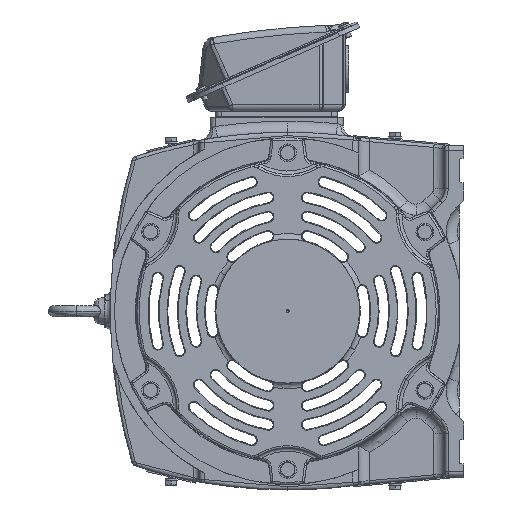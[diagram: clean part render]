
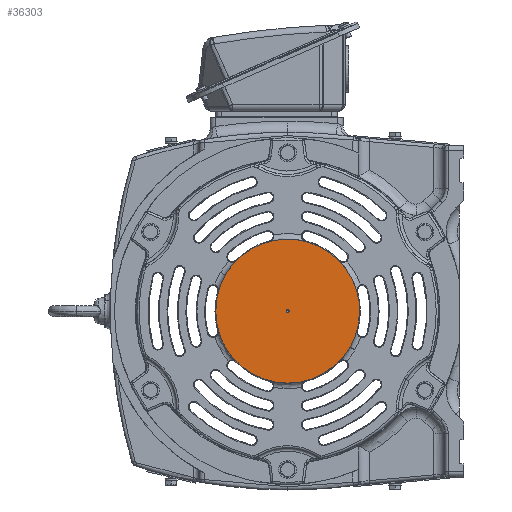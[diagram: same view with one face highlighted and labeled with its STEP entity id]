
A CAD part, left-side view. The second image highlights one B-rep face of the part: STEP entity #36303.
In plain terms, the highlighted planar face has unit normal (-1, 0, 0).
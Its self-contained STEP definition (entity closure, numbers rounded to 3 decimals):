
#35416=CARTESIAN_POINT('Vertex',(-227.,-56.292,-32.5)) ;
#35453=CARTESIAN_POINT('Vertex',(-227.,56.292,32.5)) ;
#35457=CARTESIAN_POINT('Control Point',(-227.,-56.292,-32.5)) ;
#35458=CARTESIAN_POINT('Control Point',(-227.,-61.397,-23.658)) ;
#35459=CARTESIAN_POINT('Control Point',(-227.,-64.766,-13.813)) ;
#35460=CARTESIAN_POINT('Control Point',(-227.,-66.134,-3.42)) ;
#35461=CARTESIAN_POINT('Control Point',(-227.,-64.722,17.342)) ;
#35462=CARTESIAN_POINT('Control Point',(-227.,-55.564,36.029)) ;
#35463=CARTESIAN_POINT('Control Point',(-227.,-49.182,44.345)) ;
#35464=CARTESIAN_POINT('Control Point',(-227.,-33.502,58.028)) ;
#35465=CARTESIAN_POINT('Control Point',(-227.,-13.813,64.766)) ;
#35466=CARTESIAN_POINT('Control Point',(-227.,-3.42,66.134)) ;
#35467=CARTESIAN_POINT('Control Point',(-227.,17.342,64.722)) ;
#35468=CARTESIAN_POINT('Control Point',(-227.,36.029,55.564)) ;
#35469=CARTESIAN_POINT('Control Point',(-227.,44.345,49.182)) ;
#35470=CARTESIAN_POINT('Control Point',(-227.,51.187,41.342)) ;
#35471=CARTESIAN_POINT('Control Point',(-227.,56.292,32.5)) ;
#35803=CARTESIAN_POINT('Axis2P3D Location',(-227.,0.,0.)) ;
#36276=CARTESIAN_POINT('Axis2P3D Location',(-227.,68.,-117.779)) ;
#36285=CARTESIAN_POINT('Axis2P3D Location',(-227.,0.,0.)) ;
#36289=CARTESIAN_POINT('Vertex',(-227.,1.299,0.75)) ;
#36291=CARTESIAN_POINT('Vertex',(-227.,-1.299,-0.75)) ;
#36294=CARTESIAN_POINT('Axis2P3D Location',(-227.,0.,0.)) ;
#35804=DIRECTION('Axis2P3D Direction',(-1.,0.,0.)) ;
#36277=DIRECTION('Axis2P3D Direction',(1.,0.,0.)) ;
#36278=DIRECTION('Axis2P3D XDirection',(0.,-0.866,-0.5)) ;
#36286=DIRECTION('Axis2P3D Direction',(1.,0.,0.)) ;
#36295=DIRECTION('Axis2P3D Direction',(1.,0.,0.)) ;
#35805=AXIS2_PLACEMENT_3D('Circle Axis2P3D',#35803,#35804,$) ;
#36279=AXIS2_PLACEMENT_3D('Plane Axis2P3D',#36276,#36277,#36278) ;
#36287=AXIS2_PLACEMENT_3D('Circle Axis2P3D',#36285,#36286,$) ;
#36296=AXIS2_PLACEMENT_3D('Circle Axis2P3D',#36294,#36295,$) ;
#36282=ORIENTED_EDGE('',*,*,#35807,.T.) ;
#36283=ORIENTED_EDGE('',*,*,#35472,.T.) ;
#36300=ORIENTED_EDGE('',*,*,#36293,.T.) ;
#36301=ORIENTED_EDGE('',*,*,#36298,.T.) ;
#36302=FACE_BOUND('',#36299,.T.) ;
#36303=ADVANCED_FACE('\X2\51434EF6672C9AD4\X0\',(#36284,#36302),#36280,.F.) ;
#35456=B_SPLINE_CURVE_WITH_KNOTS('',5,(#35457,#35458,#35459,#35460,#35461,#35462,#35463,#35464,#35465,#35466,#35467,#35468,#35469,#35470,#35471),.UNSPECIFIED.,.F.,.U.,(6,3,3,3,6),(-102.102,-51.051,0.,51.051,102.102),.UNSPECIFIED.) ;
#35806=CIRCLE('generated circle',#35805,65.) ;
#36288=CIRCLE('generated circle',#36287,1.5) ;
#36297=CIRCLE('generated circle',#36296,1.5) ;
#35472=EDGE_CURVE('',#35417,#35454,#35456,.T.) ;
#35807=EDGE_CURVE('',#35454,#35417,#35806,.T.) ;
#36293=EDGE_CURVE('',#36290,#36292,#36288,.T.) ;
#36298=EDGE_CURVE('',#36292,#36290,#36297,.T.) ;
#36281=EDGE_LOOP('',(#36282,#36283)) ;
#36299=EDGE_LOOP('',(#36300,#36301)) ;
#36284=FACE_OUTER_BOUND('',#36281,.T.) ;
#36280=PLANE('',#36279) ;
#35417=VERTEX_POINT('',#35416) ;
#35454=VERTEX_POINT('',#35453) ;
#36290=VERTEX_POINT('',#36289) ;
#36292=VERTEX_POINT('',#36291) ;
